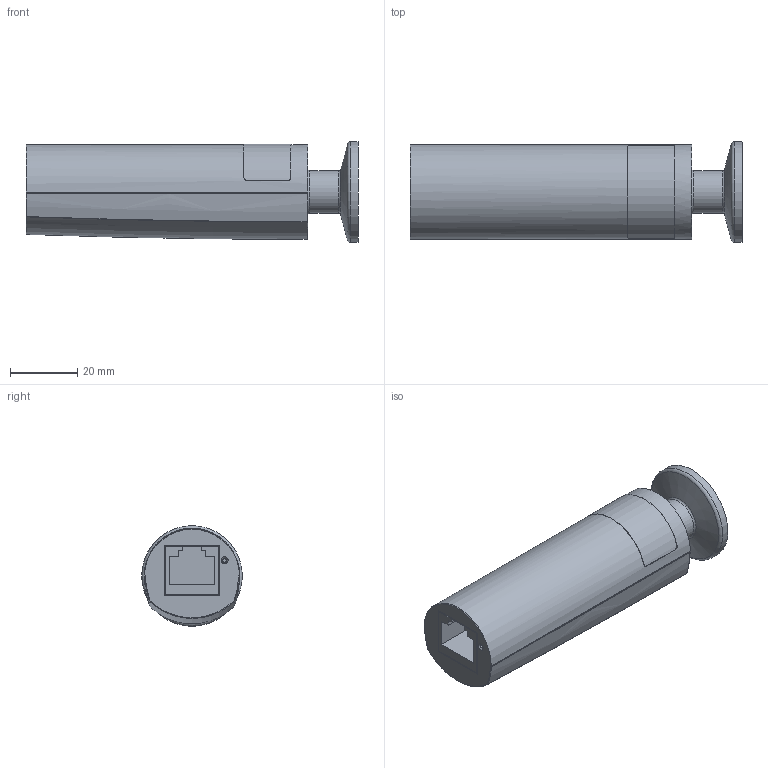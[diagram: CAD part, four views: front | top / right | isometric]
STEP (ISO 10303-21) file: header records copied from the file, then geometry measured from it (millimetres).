
FILE_DESCRIPTION((''),'2;1');
FILE_NAME('CDG020D_FCC_16KF.stp','2012-06-28T07:41:40',('BEM'),(''),'Autodesk Inventor 2012','Autodesk Inventor 2012','');
FILE_SCHEMA(('AUTOMOTIVE_DESIGN { 1 0 10303 214 1 1 1 1 }'));
Length unit declared in the file: millimetre
Products named in the file (1): CDG020D_FCC_16KF
Bounding box: 99 x 30 x 30 mm (x, y, z)
Volume: 27269 mm3; surface area: 28018 mm2
Topology: 1 solids, 1 shells, 369 faces, 1036 edges, 655 vertices
Faces by surface type: plane 231, cylinder 97, torus 15, cone 10, bspline 8, sphere 8
Full cylindrical faces by diameter (mm): 1.1 x1, 1.3 x2, 2.013 x2, 10.9 x1, 12.7 x1, 13.5 x1, 14 x1, 16 x1, 17.2 x1, 17.5 x1, 23 x1, 30 x1
Entity records: 12520 total; most frequent: CARTESIAN_POINT 2640, ORIENTED_EDGE 1992, DIRECTION 1941, EDGE_CURVE 996, VECTOR 653, LINE 653, VERTEX_POINT 645, AXIS2_PLACEMENT_3D 644
